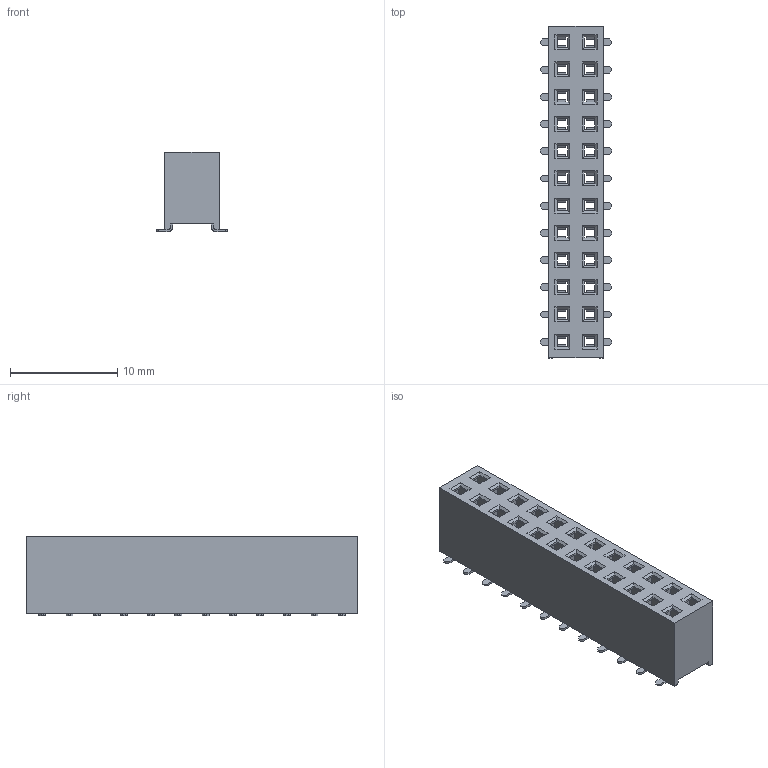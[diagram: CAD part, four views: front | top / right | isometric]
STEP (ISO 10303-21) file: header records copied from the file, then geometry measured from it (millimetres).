
FILE_DESCRIPTION(/* description */ ('Unknown'),/* implementation_level */ '2;1');
FILE_NAME(/* name */ 'J_Wurth_WR-PHD_61032421821',/* time_stamp */ '2025-04-22T16:46:28+08:00',/* author */ ('Unknown'),/* organization */ ('Unknown'),/* preprocessor_version */ 'ST-DEVELOPER v19.4',/* originating_system */ 'Solid Edge',/* authorisation */ 'Unknown');
FILE_SCHEMA (('AUTOMOTIVE_DESIGN {1 0 10303 214 3 1 1}'));
Length unit declared in the file: millimetre
Products named in the file (2): J_Wurth_WR-PHD_61032421821
Assembly tree (1 placements, depth 2):
  J_Wurth_WR-PHD_61032421821
    J_Wurth_WR-PHD_61032421821
Bounding box: 6.7 x 30.98 x 7.45 mm (x, y, z)
Volume: 695.5 mm3; surface area: 2962 mm2
Topology: 25 solids, 25 shells, 1932 faces, 5262 edges, 3380 vertices
Faces by surface type: plane 1258, cylinder 674
Entity records: 60960 total; most frequent: CARTESIAN_POINT 11728, ORIENTED_EDGE 10524, DIRECTION 9902, EDGE_CURVE 5262, LINE 3722, VECTOR 3722, VERTEX_POINT 3380, AXIS2_PLACEMENT_3D 3090
